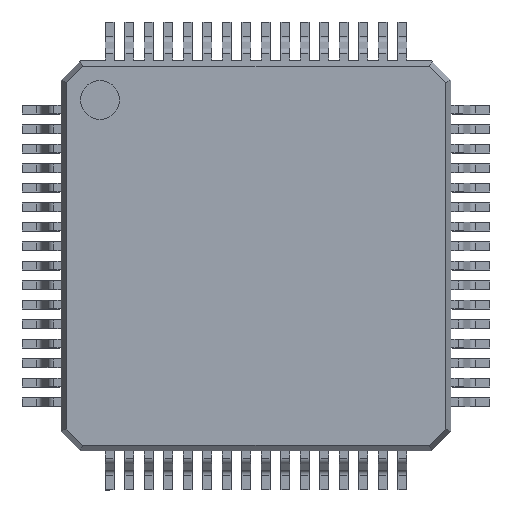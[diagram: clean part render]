
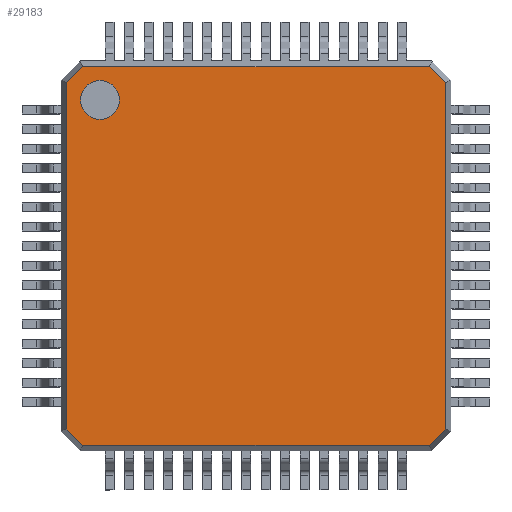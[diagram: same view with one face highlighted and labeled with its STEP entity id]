
A CAD part, top view. The second image highlights one B-rep face of the part: STEP entity #29183.
In plain terms, the highlighted planar face has unit normal (0, 0, 1).
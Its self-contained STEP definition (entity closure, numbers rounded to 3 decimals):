
#109 = CARTESIAN_POINT ( 'NONE',  ( 0., -4.85, 1.2 ) ) ;
#190 = AXIS2_PLACEMENT_3D ( 'NONE', #7247, #348, #640 ) ;
#262 = VERTEX_POINT ( 'NONE', #28338 ) ;
#348 = DIRECTION ( 'NONE',  ( 0., 0., -1. ) ) ;
#640 = DIRECTION ( 'NONE',  ( 1., 0., 0. ) ) ;
#1201 = DIRECTION ( 'NONE',  ( 0.707, 0.707, 0. ) ) ;
#1342 = DIRECTION ( 'NONE',  ( 1., 0., 0. ) ) ;
#1430 = CARTESIAN_POINT ( 'NONE',  ( 0., 0., 1.2 ) ) ;
#1533 = EDGE_CURVE ( 'NONE', #262, #26367, #13840, .T. ) ;
#2276 = VECTOR ( 'NONE', #26653, 1000. ) ;
#2460 = EDGE_CURVE ( 'NONE', #19023, #7997, #11057, .T. ) ;
#3620 = FACE_BOUND ( 'NONE', #4563, .T. ) ;
#4342 = CARTESIAN_POINT ( 'NONE',  ( -4.5, 4., 1.2 ) ) ;
#4563 = EDGE_LOOP ( 'NONE', ( #24736, #14676 ) ) ;
#4651 = ORIENTED_EDGE ( 'NONE', *, *, #15594, .T. ) ;
#4992 = EDGE_LOOP ( 'NONE', ( #6865, #6749, #4651, #13854, #19262, #20808, #24839, #16779 ) ) ;
#5383 = DIRECTION ( 'NONE',  ( 0., 0., 1. ) ) ;
#5792 = LINE ( 'NONE', #22177, #6469 ) ;
#6469 = VECTOR ( 'NONE', #8596, 1000. ) ;
#6749 = ORIENTED_EDGE ( 'NONE', *, *, #2460, .F. ) ;
#6865 = ORIENTED_EDGE ( 'NONE', *, *, #17773, .F. ) ;
#7247 = CARTESIAN_POINT ( 'NONE',  ( -4., 4., 1.2 ) ) ;
#7739 = FACE_OUTER_BOUND ( 'NONE', #4992, .T. ) ;
#7997 = VERTEX_POINT ( 'NONE', #13667 ) ;
#8596 = DIRECTION ( 'NONE',  ( -0.707, 0.707, 0. ) ) ;
#8906 = EDGE_CURVE ( 'NONE', #9804, #13475, #23884, .T. ) ;
#9804 = VERTEX_POINT ( 'NONE', #18414 ) ;
#9961 = PLANE ( 'NONE',  #17785 ) ;
#10411 = EDGE_CURVE ( 'NONE', #25257, #26367, #5792, .T. ) ;
#10988 = LINE ( 'NONE', #109, #2276 ) ;
#11012 = VERTEX_POINT ( 'NONE', #4342 ) ;
#11057 = LINE ( 'NONE', #22022, #23136 ) ;
#11836 = CARTESIAN_POINT ( 'NONE',  ( -4.85, -4.438, 1.2 ) ) ;
#12637 = CARTESIAN_POINT ( 'NONE',  ( 4.644, -4.644, 1.2 ) ) ;
#13421 = DIRECTION ( 'NONE',  ( 0.707, -0.707, 0. ) ) ;
#13475 = VERTEX_POINT ( 'NONE', #25956 ) ;
#13667 = CARTESIAN_POINT ( 'NONE',  ( 4.85, 4.438, 1.2 ) ) ;
#13690 = LINE ( 'NONE', #13971, #22455 ) ;
#13831 = DIRECTION ( 'NONE',  ( 0., -1., 0. ) ) ;
#13840 = LINE ( 'NONE', #18562, #18427 ) ;
#13854 = ORIENTED_EDGE ( 'NONE', *, *, #20768, .F. ) ;
#13971 = CARTESIAN_POINT ( 'NONE',  ( 4.85, 0., 1.2 ) ) ;
#14241 = DIRECTION ( 'NONE',  ( 1., 0., 0. ) ) ;
#14431 = CARTESIAN_POINT ( 'NONE',  ( -4., 4., 1.2 ) ) ;
#14676 = ORIENTED_EDGE ( 'NONE', *, *, #19638, .T. ) ;
#14718 = CARTESIAN_POINT ( 'NONE',  ( 0., 4.85, 1.2 ) ) ;
#14746 = CIRCLE ( 'NONE', #190, 0.5 ) ;
#15404 = VERTEX_POINT ( 'NONE', #18558 ) ;
#15594 = EDGE_CURVE ( 'NONE', #19023, #15404, #19595, .T. ) ;
#16354 = DIRECTION ( 'NONE',  ( 0., -1., 0. ) ) ;
#16779 = ORIENTED_EDGE ( 'NONE', *, *, #8906, .F. ) ;
#17459 = AXIS2_PLACEMENT_3D ( 'NONE', #14431, #23456, #1342 ) ;
#17773 = EDGE_CURVE ( 'NONE', #7997, #9804, #13690, .T. ) ;
#17785 = AXIS2_PLACEMENT_3D ( 'NONE', #1430, #5383, #14241 ) ;
#18414 = CARTESIAN_POINT ( 'NONE',  ( 4.85, -4.438, 1.2 ) ) ;
#18427 = VECTOR ( 'NONE', #16354, 1000. ) ;
#18558 = CARTESIAN_POINT ( 'NONE',  ( -4.438, 4.85, 1.2 ) ) ;
#18562 = CARTESIAN_POINT ( 'NONE',  ( -4.85, 0., 1.2 ) ) ;
#18924 = VECTOR ( 'NONE', #1201, 1000. ) ;
#19023 = VERTEX_POINT ( 'NONE', #29139 ) ;
#19262 = ORIENTED_EDGE ( 'NONE', *, *, #1533, .T. ) ;
#19595 = LINE ( 'NONE', #14718, #28013 ) ;
#19638 = EDGE_CURVE ( 'NONE', #11012, #24635, #24065, .T. ) ;
#20768 = EDGE_CURVE ( 'NONE', #262, #15404, #25986, .T. ) ;
#20808 = ORIENTED_EDGE ( 'NONE', *, *, #10411, .F. ) ;
#21638 = EDGE_CURVE ( 'NONE', #24635, #11012, #14746, .T. ) ;
#21694 = CARTESIAN_POINT ( 'NONE',  ( -4.644, 4.644, 1.2 ) ) ;
#22022 = CARTESIAN_POINT ( 'NONE',  ( 4.644, 4.644, 1.2 ) ) ;
#22177 = CARTESIAN_POINT ( 'NONE',  ( -4.644, -4.644, 1.2 ) ) ;
#22455 = VECTOR ( 'NONE', #13831, 1000. ) ;
#23136 = VECTOR ( 'NONE', #13421, 1000. ) ;
#23226 = CARTESIAN_POINT ( 'NONE',  ( -4.438, -4.85, 1.2 ) ) ;
#23456 = DIRECTION ( 'NONE',  ( 0., 0., -1. ) ) ;
#23884 = LINE ( 'NONE', #12637, #27737 ) ;
#24065 = CIRCLE ( 'NONE', #17459, 0.5 ) ;
#24635 = VERTEX_POINT ( 'NONE', #25360 ) ;
#24736 = ORIENTED_EDGE ( 'NONE', *, *, #21638, .T. ) ;
#24839 = ORIENTED_EDGE ( 'NONE', *, *, #25144, .T. ) ;
#25144 = EDGE_CURVE ( 'NONE', #25257, #13475, #10988, .T. ) ;
#25257 = VERTEX_POINT ( 'NONE', #23226 ) ;
#25360 = CARTESIAN_POINT ( 'NONE',  ( -3.5, 4., 1.2 ) ) ;
#25956 = CARTESIAN_POINT ( 'NONE',  ( 4.438, -4.85, 1.2 ) ) ;
#25986 = LINE ( 'NONE', #21694, #18924 ) ;
#26119 = DIRECTION ( 'NONE',  ( -1., 0., 0. ) ) ;
#26367 = VERTEX_POINT ( 'NONE', #11836 ) ;
#26653 = DIRECTION ( 'NONE',  ( 1., 0., 0. ) ) ;
#27737 = VECTOR ( 'NONE', #28016, 1000. ) ;
#28013 = VECTOR ( 'NONE', #26119, 1000. ) ;
#28016 = DIRECTION ( 'NONE',  ( -0.707, -0.707, 0. ) ) ;
#28338 = CARTESIAN_POINT ( 'NONE',  ( -4.85, 4.438, 1.2 ) ) ;
#29139 = CARTESIAN_POINT ( 'NONE',  ( 4.438, 4.85, 1.2 ) ) ;
#29183 = ADVANCED_FACE ( 'NONE', ( #3620, #7739 ), #9961, .T. ) ;
